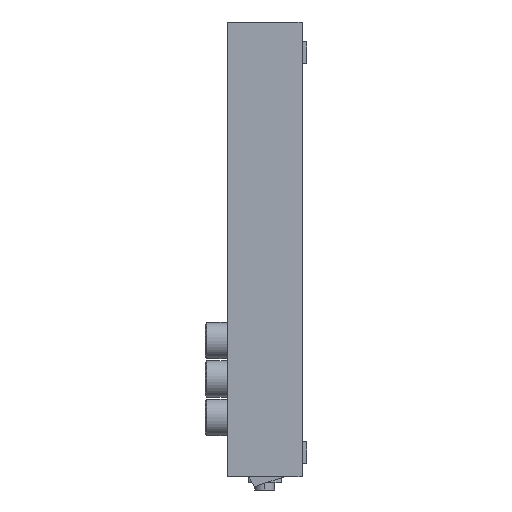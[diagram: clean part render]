
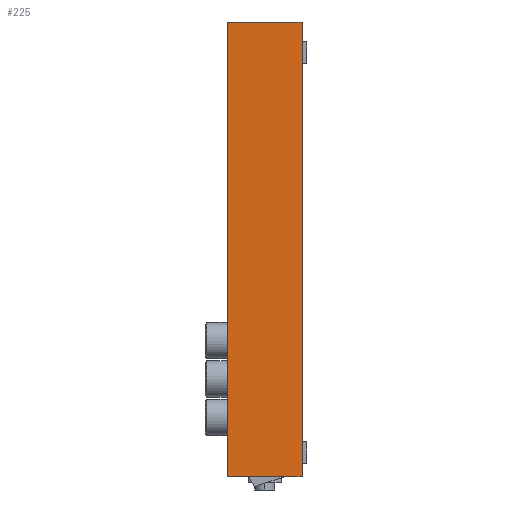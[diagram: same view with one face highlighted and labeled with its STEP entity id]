
A CAD part, left-side view. The second image highlights one B-rep face of the part: STEP entity #225.
In plain terms, the highlighted face is planar.
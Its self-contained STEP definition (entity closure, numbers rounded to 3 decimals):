
#83 = VECTOR ( 'NONE', #1465, 1000. ) ;
#225 = ADVANCED_FACE ( 'NONE', ( #1182 ), #2701, .T. ) ;
#408 = LINE ( 'NONE', #1365, #2581 ) ;
#485 = EDGE_CURVE ( 'NONE', #3085, #2810, #408, .T. ) ;
#557 = DIRECTION ( 'NONE',  ( -1., 0., 0. ) ) ;
#1138 = EDGE_CURVE ( 'NONE', #2810, #2101, #3079, .T. ) ;
#1182 = FACE_OUTER_BOUND ( 'NONE', #2256, .T. ) ;
#1196 = LINE ( 'NONE', #2415, #83 ) ;
#1365 = CARTESIAN_POINT ( 'NONE',  ( -103.5, -17., 0. ) ) ;
#1440 = ORIENTED_EDGE ( 'NONE', *, *, #1832, .F. ) ;
#1465 = DIRECTION ( 'NONE',  ( -1., 0., 0. ) ) ;
#1626 = AXIS2_PLACEMENT_3D ( 'NONE', #2231, #1717, #557 ) ;
#1648 = DIRECTION ( 'NONE',  ( 1., 0., 0. ) ) ;
#1660 = CARTESIAN_POINT ( 'NONE',  ( 103.5, 17., 0. ) ) ;
#1668 = DIRECTION ( 'NONE',  ( 0., 1., 0. ) ) ;
#1670 = CARTESIAN_POINT ( 'NONE',  ( -103.5, 17., 0. ) ) ;
#1705 = ORIENTED_EDGE ( 'NONE', *, *, #1937, .F. ) ;
#1717 = DIRECTION ( 'NONE',  ( 0., 0., -1. ) ) ;
#1832 = EDGE_CURVE ( 'NONE', #2765, #3085, #1196, .T. ) ;
#1921 = ORIENTED_EDGE ( 'NONE', *, *, #485, .F. ) ;
#1937 = EDGE_CURVE ( 'NONE', #2101, #2765, #2929, .T. ) ;
#2101 = VERTEX_POINT ( 'NONE', #2744 ) ;
#2173 = CARTESIAN_POINT ( 'NONE',  ( 103.5, -17., 0. ) ) ;
#2231 = CARTESIAN_POINT ( 'NONE',  ( 0., 0., 0. ) ) ;
#2256 = EDGE_LOOP ( 'NONE', ( #1705, #2669, #1921, #1440 ) ) ;
#2352 = CARTESIAN_POINT ( 'NONE',  ( -103.5, -17., 0. ) ) ;
#2391 = VECTOR ( 'NONE', #1668, 1000. ) ;
#2415 = CARTESIAN_POINT ( 'NONE',  ( -103.5, 17., 0. ) ) ;
#2581 = VECTOR ( 'NONE', #2819, 1000. ) ;
#2588 = VECTOR ( 'NONE', #1648, 1000. ) ;
#2669 = ORIENTED_EDGE ( 'NONE', *, *, #1138, .F. ) ;
#2701 = PLANE ( 'NONE',  #1626 ) ;
#2744 = CARTESIAN_POINT ( 'NONE',  ( 103.5, -17., 0. ) ) ;
#2765 = VERTEX_POINT ( 'NONE', #1660 ) ;
#2810 = VERTEX_POINT ( 'NONE', #2352 ) ;
#2819 = DIRECTION ( 'NONE',  ( 0., -1., 0. ) ) ;
#2929 = LINE ( 'NONE', #2173, #2391 ) ;
#3029 = CARTESIAN_POINT ( 'NONE',  ( -103.5, -17., 0. ) ) ;
#3079 = LINE ( 'NONE', #3029, #2588 ) ;
#3085 = VERTEX_POINT ( 'NONE', #1670 ) ;
